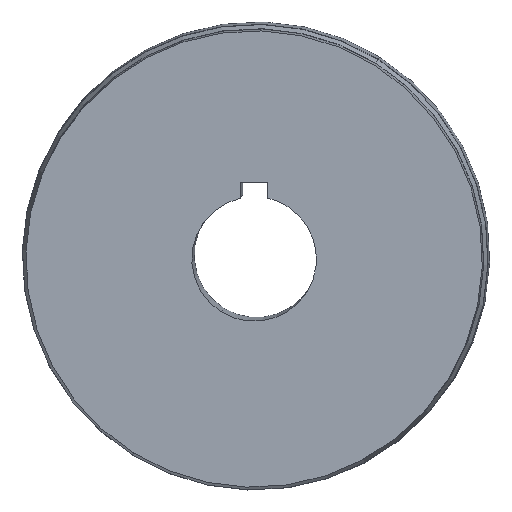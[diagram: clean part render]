
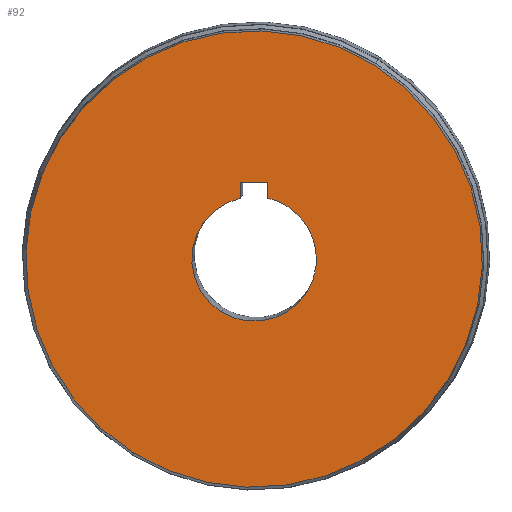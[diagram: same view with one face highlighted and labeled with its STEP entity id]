
A CAD part, left-side view. The second image highlights one B-rep face of the part: STEP entity #92.
In plain terms, the highlighted planar face has unit normal (-1, 0.011, -0.018).
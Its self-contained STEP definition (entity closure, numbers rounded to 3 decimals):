
#92 = ADVANCED_FACE( '', ( #129, #130 ), #131, .F. );
#129 = FACE_OUTER_BOUND( '', #167, .T. );
#130 = FACE_BOUND( '', #168, .T. );
#131 = PLANE( '', #169 );
#167 = EDGE_LOOP( '', ( #293, #294 ) );
#168 = EDGE_LOOP( '', ( #295, #296, #297, #298, #299, #300 ) );
#169 = AXIS2_PLACEMENT_3D( '', #301, #302, #303 );
#293 = ORIENTED_EDGE( '', *, *, #343, .F. );
#294 = ORIENTED_EDGE( '', *, *, #337, .F. );
#295 = ORIENTED_EDGE( '', *, *, #329, .F. );
#296 = ORIENTED_EDGE( '', *, *, #327, .F. );
#297 = ORIENTED_EDGE( '', *, *, #305, .F. );
#298 = ORIENTED_EDGE( '', *, *, #341, .T. );
#299 = ORIENTED_EDGE( '', *, *, #339, .T. );
#300 = ORIENTED_EDGE( '', *, *, #342, .T. );
#301 = CARTESIAN_POINT( '', ( 14763.184, -308.129, 2425.463 ) );
#302 = DIRECTION( '', ( 1., -0.011, 0.018 ) );
#303 = DIRECTION( '', ( 0., -0.855, -0.518 ) );
#305 = EDGE_CURVE( '', #344, #347, #348, .T. );
#327 = EDGE_CURVE( '', #347, #383, #384, .T. );
#329 = EDGE_CURVE( '', #383, #386, #387, .T. );
#337 = EDGE_CURVE( '', #397, #394, #399, .T. );
#339 = EDGE_CURVE( '', #402, #400, #403, .T. );
#341 = EDGE_CURVE( '', #344, #402, #405, .T. );
#342 = EDGE_CURVE( '', #400, #386, #406, .T. );
#343 = EDGE_CURVE( '', #394, #397, #407, .T. );
#344 = VERTEX_POINT( '', #408 );
#347 = VERTEX_POINT( '', #412 );
#348 = LINE( '', #413, #414 );
#383 = VERTEX_POINT( '', #455 );
#384 = LINE( '', #456, #457 );
#386 = VERTEX_POINT( '', #460 );
#387 = LINE( '', #461, #462 );
#394 = VERTEX_POINT( '', #470 );
#397 = VERTEX_POINT( '', #474 );
#399 = CIRCLE( '', #477, 54.95 );
#400 = VERTEX_POINT( '', #478 );
#402 = VERTEX_POINT( '', #481 );
#403 = CIRCLE( '', #482, 15. );
#405 = CIRCLE( '', #485, 15. );
#406 = CIRCLE( '', #486, 15. );
#407 = CIRCLE( '', #487, 54.95 );
#408 = CARTESIAN_POINT( '', ( 14762.574, -319.29, 2452.844 ) );
#412 = CARTESIAN_POINT( '', ( 14762.505, -319.289, 2456.699 ) );
#413 = CARTESIAN_POINT( '', ( 14762.54, -319.289, 2454.771 ) );
#414 = VECTOR( '', #489, 1000. );
#455 = CARTESIAN_POINT( '', ( 14762.575, -312.789, 2456.7 ) );
#456 = CARTESIAN_POINT( '', ( 14762.54, -316.039, 2456.699 ) );
#457 = VECTOR( '', #541, 1000. );
#460 = CARTESIAN_POINT( '', ( 14762.644, -312.79, 2452.844 ) );
#461 = CARTESIAN_POINT( '', ( 14762.61, -312.79, 2454.772 ) );
#462 = VECTOR( '', #543, 1000. );
#470 = CARTESIAN_POINT( '', ( 14764.019, -287.053, 2391.535 ) );
#474 = CARTESIAN_POINT( '', ( 14761.723, -345.03, 2484.87 ) );
#477 = AXIS2_PLACEMENT_3D( '', #559, #560, #561 );
#478 = CARTESIAN_POINT( '', ( 14763.184, -308.129, 2425.463 ) );
#481 = CARTESIAN_POINT( '', ( 14762.558, -323.955, 2450.941 ) );
#482 = AXIS2_PLACEMENT_3D( '', #563, #564, #565 );
#485 = AXIS2_PLACEMENT_3D( '', #567, #568, #569 );
#486 = AXIS2_PLACEMENT_3D( '', #570, #571, #572 );
#487 = AXIS2_PLACEMENT_3D( '', #573, #574, #575 );
#489 = DIRECTION( '', ( -0.018, 0., 1. ) );
#541 = DIRECTION( '', ( 0.011, 1., 0. ) );
#543 = DIRECTION( '', ( 0.018, 0., -1. ) );
#559 = CARTESIAN_POINT( '', ( 14762.871, -316.042, 2438.202 ) );
#560 = DIRECTION( '', ( 1., -0.011, 0.018 ) );
#561 = DIRECTION( '', ( 0.021, 0.518, -0.855 ) );
#563 = CARTESIAN_POINT( '', ( 14762.871, -316.042, 2438.202 ) );
#564 = DIRECTION( '', ( 1., -0.011, 0.018 ) );
#565 = DIRECTION( '', ( 0.021, 0.518, -0.855 ) );
#567 = CARTESIAN_POINT( '', ( 14762.871, -316.042, 2438.202 ) );
#568 = DIRECTION( '', ( 1., -0.011, 0.018 ) );
#569 = DIRECTION( '', ( 0.021, 0.518, -0.855 ) );
#570 = CARTESIAN_POINT( '', ( 14762.871, -316.042, 2438.202 ) );
#571 = DIRECTION( '', ( 1., -0.011, 0.018 ) );
#572 = DIRECTION( '', ( 0.021, 0.518, -0.855 ) );
#573 = CARTESIAN_POINT( '', ( 14762.871, -316.042, 2438.202 ) );
#574 = DIRECTION( '', ( 1., -0.011, 0.018 ) );
#575 = DIRECTION( '', ( 0.021, 0.518, -0.855 ) );
